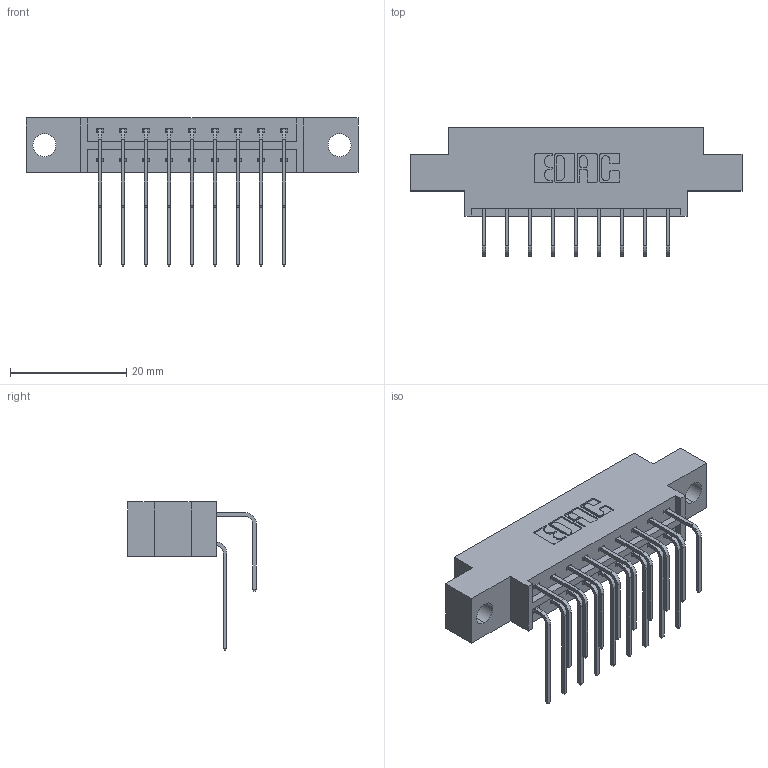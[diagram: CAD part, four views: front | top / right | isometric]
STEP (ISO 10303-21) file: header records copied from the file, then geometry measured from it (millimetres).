
FILE_DESCRIPTION (( 'STEP AP203' ), '1' );
FILE_NAME ('833-018-558-804.STEP', '2020-05-31T23:20:50', ( '' ), ( '' ), 'SwSTEP 2.0', 'SolidWorks 2020', '' );
FILE_SCHEMA (( 'CONFIG_CONTROL_DESIGN' ));
Length unit declared in the file: inch
Products named in the file (4): 345-292-001_558 559 Tail - 1; 833-018-558-804; 833 Part_Offset - .156 Dia - TH; 345-292-001_558 Tail - 2
Assembly tree (19 placements, depth 2):
  833-018-558-804
    833 Part_Offset - .156 Dia - TH
    345-292-001_558 559 Tail - 1  x9
    345-292-001_558 Tail - 2  x9
Bounding box: 57.2 x 22.17 x 25.53 mm (x, y, z)
Volume: 5319.5 mm3; surface area: 6471.8 mm2
Topology: 19 solids, 19 shells, 1090 faces, 3221 edges, 2122 vertices
Faces by surface type: plane 758, cylinder 332
Entity records: 11977 total; most frequent: CARTESIAN_POINT 2077, ORIENTED_EDGE 1962, DIRECTION 1813, EDGE_CURVE 981, VECTOR 813, LINE 813, VERTEX_POINT 650, AXIS2_PLACEMENT_3D 500
